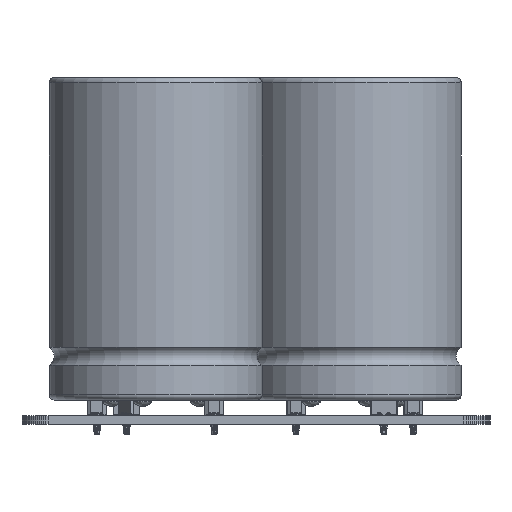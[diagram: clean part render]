
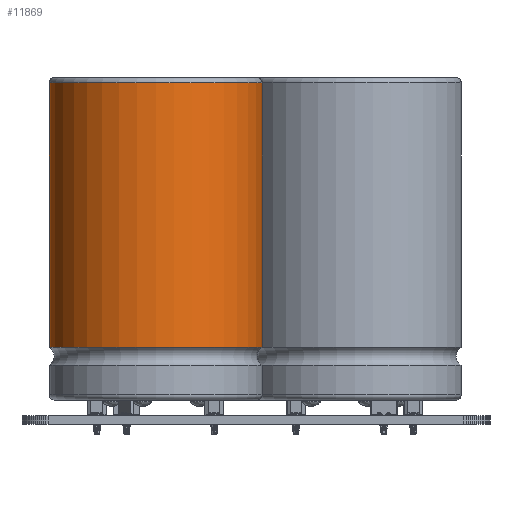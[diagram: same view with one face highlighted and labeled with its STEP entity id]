
A CAD part, left-side view. The second image highlights one B-rep face of the part: STEP entity #11869.
In plain terms, the highlighted cylindrical face has radius 20.5 mm (diameter 41 mm), a full revolution.
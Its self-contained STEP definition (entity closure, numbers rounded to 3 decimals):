
#852=FACE_OUTER_BOUND('',#1483,.T.);
#1483=EDGE_LOOP('',(#8485,#8486,#8487,#8488,#8489));
#2351=LINE('',#18857,#3685);
#3685=VECTOR('',#14035,20.5);
#4925=CIRCLE('',#12601,20.5);
#4951=CIRCLE('',#12647,20.5);
#4952=CIRCLE('',#12648,20.5);
#5287=VERTEX_POINT('',#18133);
#5331=VERTEX_POINT('',#18843);
#5332=VERTEX_POINT('',#18845);
#6476=EDGE_CURVE('',#5287,#5287,#4925,.T.);
#6534=EDGE_CURVE('',#5332,#5331,#4951,.T.);
#6535=EDGE_CURVE('',#5331,#5332,#4952,.T.);
#6540=EDGE_CURVE('',#5287,#5332,#2351,.T.);
#8485=ORIENTED_EDGE('',*,*,#6476,.F.);
#8486=ORIENTED_EDGE('',*,*,#6540,.T.);
#8487=ORIENTED_EDGE('',*,*,#6534,.T.);
#8488=ORIENTED_EDGE('',*,*,#6535,.T.);
#8489=ORIENTED_EDGE('',*,*,#6540,.F.);
#11385=CYLINDRICAL_SURFACE('',#12654,20.5);
#11869=ADVANCED_FACE('',(#852),#11385,.T.);
#12601=AXIS2_PLACEMENT_3D('',#18135,#13907,#13908);
#12647=AXIS2_PLACEMENT_3D('',#18846,#14019,#14020);
#12648=AXIS2_PLACEMENT_3D('',#18847,#14021,#14022);
#12654=AXIS2_PLACEMENT_3D('',#18856,#14033,#14034);
#13907=DIRECTION('center_axis',(0.,-1.,0.));
#13908=DIRECTION('ref_axis',(0.,0.,-1.));
#14019=DIRECTION('center_axis',(0.,-1.,0.));
#14020=DIRECTION('ref_axis',(0.,0.,1.));
#14021=DIRECTION('center_axis',(0.,-1.,0.));
#14022=DIRECTION('ref_axis',(0.,0.,1.));
#14033=DIRECTION('center_axis',(0.,-1.,0.));
#14034=DIRECTION('ref_axis',(0.,0.,-1.));
#14035=DIRECTION('',(0.,1.,0.));
#18133=CARTESIAN_POINT('',(0.,10.11,20.5));
#18135=CARTESIAN_POINT('Origin',(0.,10.11,0.));
#18843=CARTESIAN_POINT('',(0.,61.,-20.5));
#18845=CARTESIAN_POINT('',(0.,61.,20.5));
#18846=CARTESIAN_POINT('Origin',(0.,61.,0.));
#18847=CARTESIAN_POINT('Origin',(0.,61.,0.));
#18856=CARTESIAN_POINT('Origin',(0.,62.,0.));
#18857=CARTESIAN_POINT('',(0.,62.,20.5));
